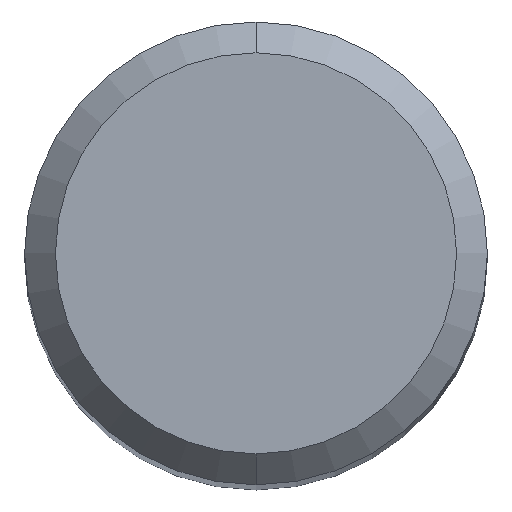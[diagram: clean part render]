
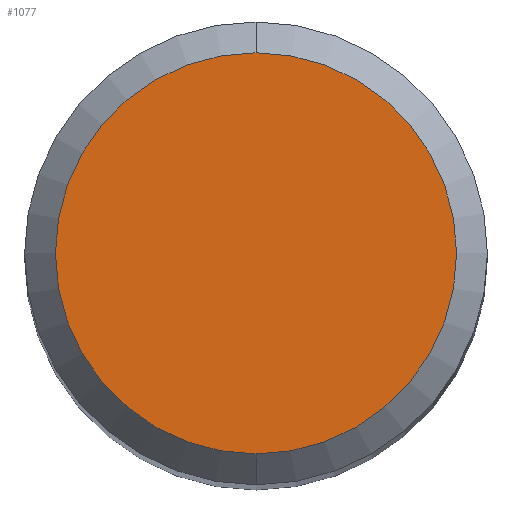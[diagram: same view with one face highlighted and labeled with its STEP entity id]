
A CAD part, top view. The second image highlights one B-rep face of the part: STEP entity #1077.
In plain terms, the highlighted planar face has unit normal (0, 0, 1).
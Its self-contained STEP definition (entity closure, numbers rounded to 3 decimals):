
#451=EDGE_CURVE('',#761,#537,#1211,.T.);
#537=VERTEX_POINT('',#1306);
#761=VERTEX_POINT('',#1550);
#1057=EDGE_CURVE('',#537,#761,#1875,.T.);
#1077=ADVANCED_FACE('',(#1899),#1900,.T.);
#1211=CIRCLE('',#2121,2.6);
#1306=CARTESIAN_POINT('',(0.,-2.6,0.0));
#1550=CARTESIAN_POINT('',(0.0,2.6,0.0));
#1875=CIRCLE('',#5783,2.6);
#1899=FACE_OUTER_BOUND('',#5921,.T.);
#1900=PLANE('',#5922);
#2121=AXIS2_PLACEMENT_3D('',#6359,#6360,#6361);
#5783=AXIS2_PLACEMENT_3D('',#7091,#7092,#7093);
#5921=EDGE_LOOP('',(#7140,#7141));
#5922=AXIS2_PLACEMENT_3D('',#7142,#7143,#7144);
#6359=CARTESIAN_POINT('',(0.0,0.0,0.0));
#6360=DIRECTION('',(0.0,0.0,-1.0));
#6361=DIRECTION('',(0.0,1.0,0.0));
#7091=CARTESIAN_POINT('',(0.0,0.0,0.0));
#7092=DIRECTION('',(0.0,0.0,-1.0));
#7093=DIRECTION('',(0.0,1.0,0.0));
#7140=ORIENTED_EDGE('',*,*,#451,.F.);
#7141=ORIENTED_EDGE('',*,*,#1057,.F.);
#7142=CARTESIAN_POINT('',(0.0,1.3,0.0));
#7143=DIRECTION('',(-0.0,0.0,1.0));
#7144=DIRECTION('',(0.0,-1.0,0.0));
